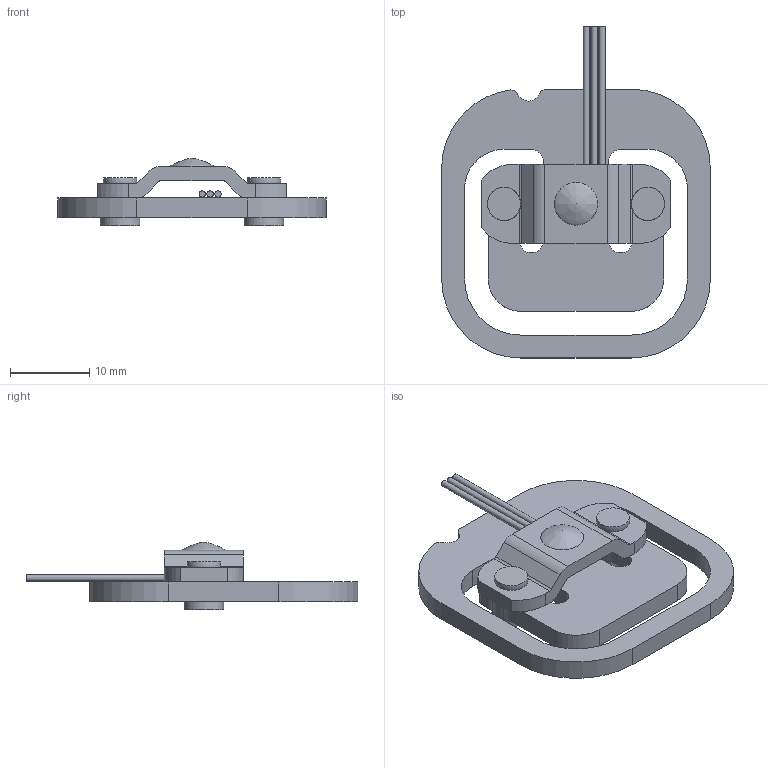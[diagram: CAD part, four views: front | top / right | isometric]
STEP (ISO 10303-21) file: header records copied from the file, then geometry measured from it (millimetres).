
FILE_DESCRIPTION(('STEP AP214'),'1');
FILE_NAME('50kg Load cell.stp','2022-07-11T15:07:45',(' '),(' '),'Spatial InterOp 3D',' ',' ');
FILE_SCHEMA(('AUTOMOTIVE_DESIGN { 1 0 10303 214 1 1 1 1 }'));
Length unit declared in the file: millimetre
Products named in the file (6): Base; Top; Cables; Nit
Assembly tree (5 placements, depth 2):
  (unnamed)
    Base
    Top
    Cables
    Nit
    (unnamed)
Bounding box: 34 x 42 x 8.5 mm (x, y, z)
Volume: 2517.8 mm3; surface area: 3395.1 mm2
Topology: 7 solids, 7 shells, 119 faces, 306 edges, 205 vertices
Faces by surface type: cylinder 62, plane 54, sphere 2, bspline 1
Full cylindrical faces by diameter (mm): 0.8 x3, 3 x6, 5 x2
Entity records: 4705 total; most frequent: DIRECTION 665, CARTESIAN_POINT 646, ORIENTED_EDGE 576, EDGE_CURVE 288, AXIS2_PLACEMENT_3D 253, VERTEX_POINT 206, LINE 159, VECTOR 159
